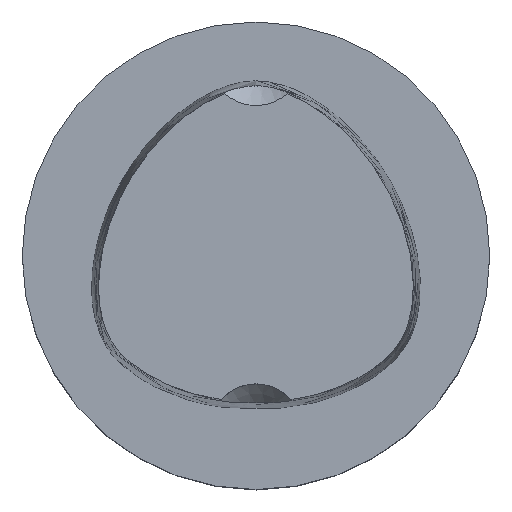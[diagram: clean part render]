
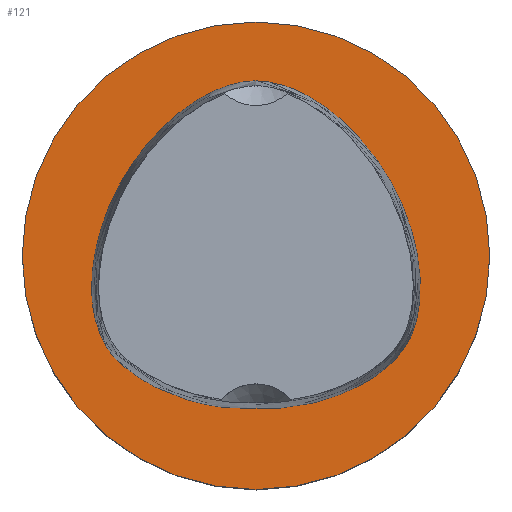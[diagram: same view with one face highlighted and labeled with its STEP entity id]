
A CAD part, top view. The second image highlights one B-rep face of the part: STEP entity #121.
In plain terms, the highlighted planar face has unit normal (0, 0, 1).
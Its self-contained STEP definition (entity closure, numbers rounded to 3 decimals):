
#79=EDGE_CURVE('240[2]',#193,#194,#195,.T.);
#100=EDGE_CURVE('240[2]',#222,#222,#223,.T.);
#111=EDGE_CURVE('240[2]',#194,#193,#239,.T.);
#121=ADVANCED_FACE('240[2]',(#250,#251),#252,.T.);
#193=VERTEX_POINT('',#1315);
#194=VERTEX_POINT('',#1316);
#195=B_SPLINE_CURVE_WITH_KNOTS('',3,(#1317,#1318,#1319,#1320,#1321,#1322,#1323,#1324,#1325,#1326,#1327,#1328,#1329,#1330,#1331,#1332,#1333,#1334,#1335,#1336,#1337,#1338,#1339,#1340,#1341,#1342,#1343,#1344,#1345,#1346,#1347,#1348,#1349,#1350,#1351,#1352,#1353,#1354,#1355,#1356,#1357,#1358,#1359,#1360,#1361,#1362,#1363,#1364),.UNSPECIFIED.,.T.,.F.,(4,2,2,2,2,2,2,2,2,2,2,2,2,2,2,2,2,2,2,2,2,2,2,4),(0.0,7.934,12.983,18.411,25.597,33.513,43.675,55.129,61.688,67.188,72.765,80.918,84.541,86.312,88.057,92.601,95.351,99.208,103.118,110.466,114.727,118.863,123.484,127.746),.UNSPECIFIED.);
#222=VERTEX_POINT('',#1439);
#223=CIRCLE('',#1440,20.0);
#239=B_SPLINE_CURVE_WITH_KNOTS('',3,(#1461,#1462,#1463,#1464,#1465,#1466,#1467,#1468,#1469,#1470,#1471,#1472,#1473,#1474,#1475,#1476,#1477,#1478,#1479,#1480,#1481,#1482,#1483,#1484,#1485,#1486,#1487,#1488,#1489,#1490,#1491,#1492,#1493,#1494,#1495,#1496,#1497,#1498,#1499,#1500,#1501,#1502,#1503,#1504,#1505,#1506,#1507,#1508),.UNSPECIFIED.,.T.,.F.,(4,2,2,2,2,2,2,2,2,2,2,2,2,2,2,2,2,2,2,2,2,2,2,4),(0.0,7.934,12.983,18.411,25.597,33.513,43.675,55.129,61.688,67.188,72.765,80.918,84.541,86.312,88.057,92.601,95.351,99.208,103.118,110.466,114.727,118.863,123.484,127.746),.UNSPECIFIED.);
#250=FACE_BOUND('',#1555,.T.);
#251=FACE_OUTER_BOUND('',#1556,.T.);
#252=PLANE('',#1557);
#1315=CARTESIAN_POINT('',(0.,14.963,0.0));
#1316=CARTESIAN_POINT('',(0.,-13.059,0.0));
#1317=CARTESIAN_POINT('',(-11.186,6.943,0.0));
#1318=CARTESIAN_POINT('',(-9.819,9.207,0.));
#1319=CARTESIAN_POINT('',(-8.06,11.153,0.));
#1320=CARTESIAN_POINT('',(-4.94,13.468,0.));
#1321=CARTESIAN_POINT('',(-3.637,14.174,0.));
#1322=CARTESIAN_POINT('',(-1.006,15.004,0.));
#1323=CARTESIAN_POINT('',(0.046,14.987,0.));
#1324=CARTESIAN_POINT('',(1.345,14.872,0.));
#1325=CARTESIAN_POINT('',(2.213,14.679,0.));
#1326=CARTESIAN_POINT('',(4.314,13.807,0.));
#1327=CARTESIAN_POINT('',(5.577,13.084,0.));
#1328=CARTESIAN_POINT('',(8.625,10.543,0.));
#1329=CARTESIAN_POINT('',(10.14,8.732,0.));
#1330=CARTESIAN_POINT('',(12.671,4.413,0.));
#1331=CARTESIAN_POINT('',(13.567,1.899,0.));
#1332=CARTESIAN_POINT('',(14.105,-1.957,0.));
#1333=CARTESIAN_POINT('',(14.141,-3.478,0.));
#1334=CARTESIAN_POINT('',(13.633,-6.175,0.));
#1335=CARTESIAN_POINT('',(13.236,-7.069,0.));
#1336=CARTESIAN_POINT('',(12.269,-8.55,0.));
#1337=CARTESIAN_POINT('',(11.636,-9.228,0.));
#1338=CARTESIAN_POINT('',(9.552,-10.838,0.));
#1339=CARTESIAN_POINT('',(8.162,-11.508,0.));
#1340=CARTESIAN_POINT('',(6.317,-12.192,0.));
#1341=CARTESIAN_POINT('',(5.152,-12.606,0.));
#1342=CARTESIAN_POINT('',(2.517,-13.027,0.));
#1343=CARTESIAN_POINT('',(1.938,-13.06,0.));
#1344=CARTESIAN_POINT('',(1.024,-13.076,0.));
#1345=CARTESIAN_POINT('',(0.556,-13.061,0.));
#1346=CARTESIAN_POINT('',(-1.181,-13.056,0.));
#1347=CARTESIAN_POINT('',(-1.872,-13.154,0.));
#1348=CARTESIAN_POINT('',(-4.702,-12.661,0.));
#1349=CARTESIAN_POINT('',(-5.725,-12.4,0.));
#1350=CARTESIAN_POINT('',(-8.366,-11.438,0.));
#1351=CARTESIAN_POINT('',(-9.235,-10.919,0.));
#1352=CARTESIAN_POINT('',(-10.263,-10.265,0.));
#1353=CARTESIAN_POINT('',(-10.795,-9.881,0.));
#1354=CARTESIAN_POINT('',(-11.878,-9.022,0.));
#1355=CARTESIAN_POINT('',(-12.434,-8.46,0.));
#1356=CARTESIAN_POINT('',(-13.24,-6.989,0.));
#1357=CARTESIAN_POINT('',(-13.667,-6.058,0.));
#1358=CARTESIAN_POINT('',(-14.11,-3.572,0.));
#1359=CARTESIAN_POINT('',(-14.097,-2.21,0.));
#1360=CARTESIAN_POINT('',(-13.83,0.249,0.));
#1361=CARTESIAN_POINT('',(-13.52,1.652,0.));
#1362=CARTESIAN_POINT('',(-12.538,4.429,0.));
#1363=CARTESIAN_POINT('',(-11.921,5.727,0.));
#1364=CARTESIAN_POINT('',(-11.186,6.943,0.0));
#1439=CARTESIAN_POINT('',(0.,20.0,0.));
#1440=AXIS2_PLACEMENT_3D('',#1667,#1668,#1669);
#1461=CARTESIAN_POINT('',(-11.186,6.943,0.0));
#1462=CARTESIAN_POINT('',(-9.819,9.207,0.));
#1463=CARTESIAN_POINT('',(-8.06,11.153,0.));
#1464=CARTESIAN_POINT('',(-4.94,13.468,0.));
#1465=CARTESIAN_POINT('',(-3.637,14.174,0.));
#1466=CARTESIAN_POINT('',(-1.006,15.004,0.));
#1467=CARTESIAN_POINT('',(0.046,14.987,0.));
#1468=CARTESIAN_POINT('',(1.345,14.872,0.));
#1469=CARTESIAN_POINT('',(2.213,14.679,0.));
#1470=CARTESIAN_POINT('',(4.314,13.807,0.));
#1471=CARTESIAN_POINT('',(5.577,13.084,0.));
#1472=CARTESIAN_POINT('',(8.625,10.543,0.));
#1473=CARTESIAN_POINT('',(10.14,8.732,0.));
#1474=CARTESIAN_POINT('',(12.671,4.413,0.));
#1475=CARTESIAN_POINT('',(13.567,1.899,0.));
#1476=CARTESIAN_POINT('',(14.105,-1.957,0.));
#1477=CARTESIAN_POINT('',(14.141,-3.478,0.));
#1478=CARTESIAN_POINT('',(13.633,-6.175,0.));
#1479=CARTESIAN_POINT('',(13.236,-7.069,0.));
#1480=CARTESIAN_POINT('',(12.269,-8.55,0.));
#1481=CARTESIAN_POINT('',(11.636,-9.228,0.));
#1482=CARTESIAN_POINT('',(9.552,-10.838,0.));
#1483=CARTESIAN_POINT('',(8.162,-11.508,0.));
#1484=CARTESIAN_POINT('',(6.317,-12.192,0.));
#1485=CARTESIAN_POINT('',(5.152,-12.606,0.));
#1486=CARTESIAN_POINT('',(2.517,-13.027,0.));
#1487=CARTESIAN_POINT('',(1.938,-13.06,0.));
#1488=CARTESIAN_POINT('',(1.024,-13.076,0.));
#1489=CARTESIAN_POINT('',(0.556,-13.061,0.));
#1490=CARTESIAN_POINT('',(-1.181,-13.056,0.));
#1491=CARTESIAN_POINT('',(-1.872,-13.154,0.));
#1492=CARTESIAN_POINT('',(-4.702,-12.661,0.));
#1493=CARTESIAN_POINT('',(-5.725,-12.4,0.));
#1494=CARTESIAN_POINT('',(-8.366,-11.438,0.));
#1495=CARTESIAN_POINT('',(-9.235,-10.919,0.));
#1496=CARTESIAN_POINT('',(-10.263,-10.265,0.));
#1497=CARTESIAN_POINT('',(-10.795,-9.881,0.));
#1498=CARTESIAN_POINT('',(-11.878,-9.022,0.));
#1499=CARTESIAN_POINT('',(-12.434,-8.46,0.));
#1500=CARTESIAN_POINT('',(-13.24,-6.989,0.));
#1501=CARTESIAN_POINT('',(-13.667,-6.058,0.));
#1502=CARTESIAN_POINT('',(-14.11,-3.572,0.));
#1503=CARTESIAN_POINT('',(-14.097,-2.21,0.));
#1504=CARTESIAN_POINT('',(-13.83,0.249,0.));
#1505=CARTESIAN_POINT('',(-13.52,1.652,0.));
#1506=CARTESIAN_POINT('',(-12.538,4.429,0.));
#1507=CARTESIAN_POINT('',(-11.921,5.727,0.));
#1508=CARTESIAN_POINT('',(-11.186,6.943,0.0));
#1555=EDGE_LOOP('',(#1694,#1695));
#1556=EDGE_LOOP('',(#1696));
#1557=AXIS2_PLACEMENT_3D('',#1697,#1698,#1699);
#1667=CARTESIAN_POINT('',(0.0,0.0,0.0));
#1668=DIRECTION('',(0.,0.,-1.0));
#1669=DIRECTION('',(0.,1.0,0.));
#1694=ORIENTED_EDGE('',*,*,#79,.T.);
#1695=ORIENTED_EDGE('',*,*,#111,.T.);
#1696=ORIENTED_EDGE('',*,*,#100,.F.);
#1697=CARTESIAN_POINT('',(0.,10.0,0.));
#1698=DIRECTION('',(0.,0.,1.0));
#1699=DIRECTION('',(1.0,0.,0.0));
